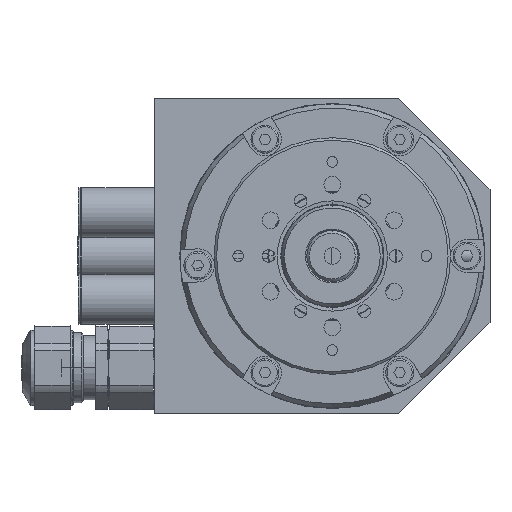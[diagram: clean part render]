
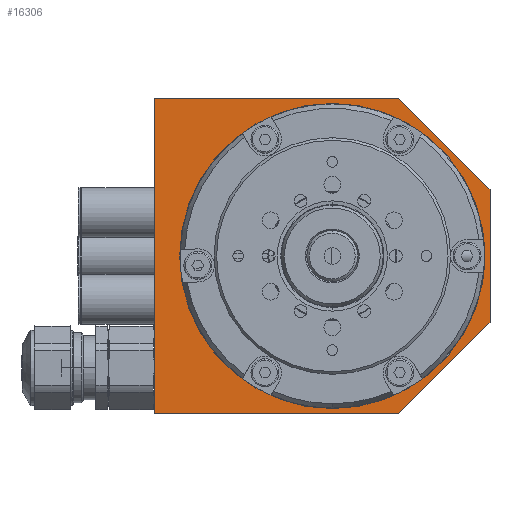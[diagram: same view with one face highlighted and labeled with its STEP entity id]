
A CAD part, left-side view. The second image highlights one B-rep face of the part: STEP entity #16306.
In plain terms, the highlighted planar face has unit normal (-1, 0, 0).
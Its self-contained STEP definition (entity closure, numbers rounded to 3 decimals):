
#153 = ORIENTED_EDGE ( 'NONE', *, *, #5445, .F. ) ;
#157 = CIRCLE ( 'NONE', #3103, 30. ) ;
#773 = EDGE_CURVE ( 'NONE', #4263, #2462, #157, .T. ) ;
#784 = CIRCLE ( 'NONE', #3765, 30. ) ;
#1473 = DIRECTION ( 'NONE',  ( 0., -1., 0. ) ) ;
#1598 = CARTESIAN_POINT ( 'NONE',  ( 129.7, 35., -31. ) ) ;
#1944 = CARTESIAN_POINT ( 'NONE',  ( 129.7, -31., -13. ) ) ;
#2351 = DIRECTION ( 'NONE',  ( 0., 0., 1. ) ) ;
#2462 = VERTEX_POINT ( 'NONE', #10145 ) ;
#2509 = DIRECTION ( 'NONE',  ( -1., 0., 0. ) ) ;
#3103 = AXIS2_PLACEMENT_3D ( 'NONE', #11290, #5481, #8697 ) ;
#3212 = DIRECTION ( 'NONE',  ( 0., 0., 1. ) ) ;
#3213 = VERTEX_POINT ( 'NONE', #1944 ) ;
#3410 = EDGE_LOOP ( 'NONE', ( #5291, #5488, #8166, #12412, #10684, #153 ) ) ;
#3705 = CARTESIAN_POINT ( 'NONE',  ( 129.7, 35., 31. ) ) ;
#3765 = AXIS2_PLACEMENT_3D ( 'NONE', #9980, #16325, #12660 ) ;
#3892 = EDGE_CURVE ( 'NONE', #15806, #9517, #13651, .T. ) ;
#4263 = VERTEX_POINT ( 'NONE', #13229 ) ;
#4417 = VECTOR ( 'NONE', #2351, 1000. ) ;
#4534 = FACE_OUTER_BOUND ( 'NONE', #3410, .T. ) ;
#4721 = CARTESIAN_POINT ( 'NONE',  ( 129.7, -13., 31. ) ) ;
#4840 = VERTEX_POINT ( 'NONE', #16444 ) ;
#5291 = ORIENTED_EDGE ( 'NONE', *, *, #3892, .F. ) ;
#5337 = LINE ( 'NONE', #1598, #12239 ) ;
#5445 = EDGE_CURVE ( 'NONE', #9517, #4840, #13634, .T. ) ;
#5481 = DIRECTION ( 'NONE',  ( -1., 0., 0. ) ) ;
#5488 = ORIENTED_EDGE ( 'NONE', *, *, #16334, .F. ) ;
#5770 = CARTESIAN_POINT ( 'NONE',  ( 129.7, 35., 31. ) ) ;
#6301 = VERTEX_POINT ( 'NONE', #7698 ) ;
#6547 = CARTESIAN_POINT ( 'NONE',  ( 129.7, 35., 31. ) ) ;
#6620 = LINE ( 'NONE', #14834, #8678 ) ;
#6737 = CARTESIAN_POINT ( 'NONE',  ( 129.7, -13., -31. ) ) ;
#6927 = EDGE_CURVE ( 'NONE', #2462, #4263, #784, .T. ) ;
#7534 = LINE ( 'NONE', #6737, #11296 ) ;
#7698 = CARTESIAN_POINT ( 'NONE',  ( 129.7, 35., -31. ) ) ;
#7867 = ORIENTED_EDGE ( 'NONE', *, *, #773, .F. ) ;
#8092 = CARTESIAN_POINT ( 'NONE',  ( 129.7, -13., 31. ) ) ;
#8144 = EDGE_CURVE ( 'NONE', #10068, #6301, #5337, .T. ) ;
#8166 = ORIENTED_EDGE ( 'NONE', *, *, #8144, .F. ) ;
#8678 = VECTOR ( 'NONE', #10428, 1000. ) ;
#8697 = DIRECTION ( 'NONE',  ( 0., 0., 1. ) ) ;
#8949 = FACE_BOUND ( 'NONE', #12130, .T. ) ;
#9517 = VERTEX_POINT ( 'NONE', #4721 ) ;
#9581 = VECTOR ( 'NONE', #1473, 1000. ) ;
#9980 = CARTESIAN_POINT ( 'NONE',  ( 129.7, 0., 0. ) ) ;
#10068 = VERTEX_POINT ( 'NONE', #15340 ) ;
#10145 = CARTESIAN_POINT ( 'NONE',  ( 129.7, 0., -30. ) ) ;
#10266 = AXIS2_PLACEMENT_3D ( 'NONE', #5770, #2509, #3212 ) ;
#10428 = DIRECTION ( 'NONE',  ( 0., 0., -1. ) ) ;
#10684 = ORIENTED_EDGE ( 'NONE', *, *, #16041, .F. ) ;
#10715 = DIRECTION ( 'NONE',  ( 0., 1., 0. ) ) ;
#11290 = CARTESIAN_POINT ( 'NONE',  ( 129.7, 0., 0. ) ) ;
#11296 = VECTOR ( 'NONE', #12106, 1000. ) ;
#11903 = ORIENTED_EDGE ( 'NONE', *, *, #6927, .F. ) ;
#12106 = DIRECTION ( 'NONE',  ( 0., 0.707, -0.707 ) ) ;
#12130 = EDGE_LOOP ( 'NONE', ( #7867, #11903 ) ) ;
#12239 = VECTOR ( 'NONE', #10715, 1000. ) ;
#12336 = EDGE_CURVE ( 'NONE', #3213, #10068, #7534, .T. ) ;
#12412 = ORIENTED_EDGE ( 'NONE', *, *, #12336, .F. ) ;
#12660 = DIRECTION ( 'NONE',  ( 0., 0., 1. ) ) ;
#13229 = CARTESIAN_POINT ( 'NONE',  ( 129.7, 0., 30. ) ) ;
#13634 = LINE ( 'NONE', #13883, #14774 ) ;
#13651 = LINE ( 'NONE', #8092, #9581 ) ;
#13883 = CARTESIAN_POINT ( 'NONE',  ( 129.7, -31., 13. ) ) ;
#14774 = VECTOR ( 'NONE', #14822, 1000. ) ;
#14798 = LINE ( 'NONE', #3705, #4417 ) ;
#14822 = DIRECTION ( 'NONE',  ( 0., -0.707, -0.707 ) ) ;
#14834 = CARTESIAN_POINT ( 'NONE',  ( 129.7, -31., -13. ) ) ;
#15340 = CARTESIAN_POINT ( 'NONE',  ( 129.7, -13., -31. ) ) ;
#15806 = VERTEX_POINT ( 'NONE', #6547 ) ;
#16041 = EDGE_CURVE ( 'NONE', #4840, #3213, #6620, .T. ) ;
#16306 = ADVANCED_FACE ( 'NONE', ( #4534, #8949 ), #16709, .T. ) ;
#16325 = DIRECTION ( 'NONE',  ( -1., 0., 0. ) ) ;
#16334 = EDGE_CURVE ( 'NONE', #6301, #15806, #14798, .T. ) ;
#16444 = CARTESIAN_POINT ( 'NONE',  ( 129.7, -31., 13. ) ) ;
#16709 = PLANE ( 'NONE',  #10266 ) ;
